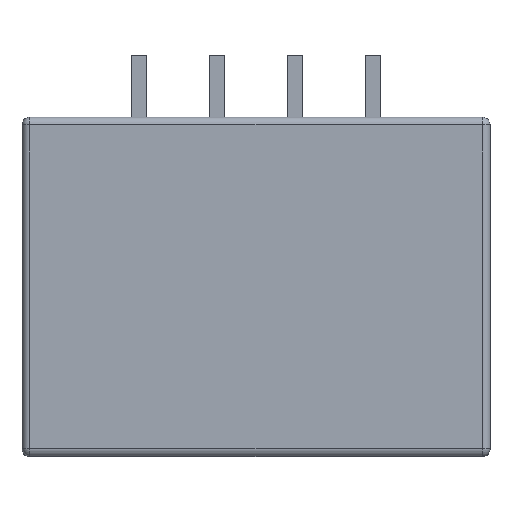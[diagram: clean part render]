
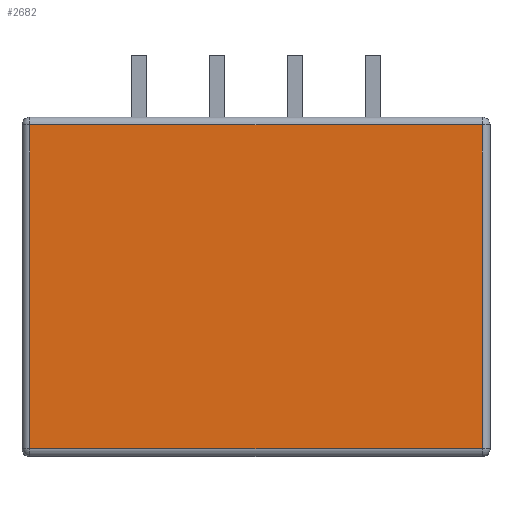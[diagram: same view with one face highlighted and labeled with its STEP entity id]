
A CAD part, top view. The second image highlights one B-rep face of the part: STEP entity #2682.
In plain terms, the highlighted planar face has unit normal (0, 0, 1).
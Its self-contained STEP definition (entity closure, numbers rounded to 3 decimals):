
#100 = CYLINDRICAL_SURFACE('',#101,0.1);
#101 = AXIS2_PLACEMENT_3D('',#102,#103,#104);
#102 = CARTESIAN_POINT('',(-3.,2.075,2.95));
#103 = DIRECTION('',(1.,0.,0.));
#104 = DIRECTION('',(0.,1.,0.));
#1172 = VERTEX_POINT('',#1173);
#1173 = CARTESIAN_POINT('',(-2.9,2.075,3.05));
#1193 = EDGE_CURVE('',#1172,#1194,#1196,.T.);
#1194 = VERTEX_POINT('',#1195);
#1195 = CARTESIAN_POINT('',(2.9,2.075,3.05));
#1196 = SURFACE_CURVE('',#1197,(#1201,#1208),.PCURVE_S1.);
#1197 = LINE('',#1198,#1199);
#1198 = CARTESIAN_POINT('',(-3.,2.075,3.05));
#1199 = VECTOR('',#1200,1.);
#1200 = DIRECTION('',(1.,0.,0.));
#1201 = PCURVE('',#100,#1202);
#1202 = DEFINITIONAL_REPRESENTATION('',(#1203),#1207);
#1203 = LINE('',#1204,#1205);
#1204 = CARTESIAN_POINT('',(1.571,0.));
#1205 = VECTOR('',#1206,1.);
#1206 = DIRECTION('',(0.,1.));
#1207 = ( GEOMETRIC_REPRESENTATION_CONTEXT(2) 
PARAMETRIC_REPRESENTATION_CONTEXT() REPRESENTATION_CONTEXT('2D SPACE',''
  ) );
#1208 = PCURVE('',#1209,#1214);
#1209 = PLANE('',#1210);
#1210 = AXIS2_PLACEMENT_3D('',#1211,#1212,#1213);
#1211 = CARTESIAN_POINT('',(0.,0.,3.05));
#1212 = DIRECTION('',(-0.,-0.,-1.));
#1213 = DIRECTION('',(-1.,0.,0.));
#1214 = DEFINITIONAL_REPRESENTATION('',(#1215),#1219);
#1215 = LINE('',#1216,#1217);
#1216 = CARTESIAN_POINT('',(3.,2.075));
#1217 = VECTOR('',#1218,1.);
#1218 = DIRECTION('',(-1.,0.));
#1219 = ( GEOMETRIC_REPRESENTATION_CONTEXT(2) 
PARAMETRIC_REPRESENTATION_CONTEXT() REPRESENTATION_CONTEXT('2D SPACE',''
  ) );
#1971 = CYLINDRICAL_SURFACE('',#1972,0.1);
#1972 = AXIS2_PLACEMENT_3D('',#1973,#1974,#1975);
#1973 = CARTESIAN_POINT('',(-2.9,-2.175,2.95));
#1974 = DIRECTION('',(0.,1.,0.));
#1975 = DIRECTION('',(0.,0.,1.));
#2078 = CYLINDRICAL_SURFACE('',#2079,0.1);
#2079 = AXIS2_PLACEMENT_3D('',#2080,#2081,#2082);
#2080 = CARTESIAN_POINT('',(3.,-2.075,2.95));
#2081 = DIRECTION('',(-1.,0.,0.));
#2082 = DIRECTION('',(0.,0.,1.));
#2528 = CYLINDRICAL_SURFACE('',#2529,0.1);
#2529 = AXIS2_PLACEMENT_3D('',#2530,#2531,#2532);
#2530 = CARTESIAN_POINT('',(2.9,2.175,2.95));
#2531 = DIRECTION('',(0.,-1.,0.));
#2532 = DIRECTION('',(1.,0.,0.));
#2682 = ADVANCED_FACE('',(#2683),#1209,.F.);
#2683 = FACE_BOUND('',#2684,.F.);
#2684 = EDGE_LOOP('',(#2685,#2708,#2709,#2732));
#2685 = ORIENTED_EDGE('',*,*,#2686,.T.);
#2686 = EDGE_CURVE('',#2687,#1172,#2689,.T.);
#2687 = VERTEX_POINT('',#2688);
#2688 = CARTESIAN_POINT('',(-2.9,-2.075,3.05));
#2689 = SURFACE_CURVE('',#2690,(#2694,#2701),.PCURVE_S1.);
#2690 = LINE('',#2691,#2692);
#2691 = CARTESIAN_POINT('',(-2.9,-2.175,3.05));
#2692 = VECTOR('',#2693,1.);
#2693 = DIRECTION('',(0.,1.,0.));
#2694 = PCURVE('',#1209,#2695);
#2695 = DEFINITIONAL_REPRESENTATION('',(#2696),#2700);
#2696 = LINE('',#2697,#2698);
#2697 = CARTESIAN_POINT('',(2.9,-2.175));
#2698 = VECTOR('',#2699,1.);
#2699 = DIRECTION('',(0.,1.));
#2700 = ( GEOMETRIC_REPRESENTATION_CONTEXT(2) 
PARAMETRIC_REPRESENTATION_CONTEXT() REPRESENTATION_CONTEXT('2D SPACE',''
  ) );
#2701 = PCURVE('',#1971,#2702);
#2702 = DEFINITIONAL_REPRESENTATION('',(#2703),#2707);
#2703 = LINE('',#2704,#2705);
#2704 = CARTESIAN_POINT('',(-0.,0.));
#2705 = VECTOR('',#2706,1.);
#2706 = DIRECTION('',(-0.,1.));
#2707 = ( GEOMETRIC_REPRESENTATION_CONTEXT(2) 
PARAMETRIC_REPRESENTATION_CONTEXT() REPRESENTATION_CONTEXT('2D SPACE',''
  ) );
#2708 = ORIENTED_EDGE('',*,*,#1193,.T.);
#2709 = ORIENTED_EDGE('',*,*,#2710,.T.);
#2710 = EDGE_CURVE('',#1194,#2711,#2713,.T.);
#2711 = VERTEX_POINT('',#2712);
#2712 = CARTESIAN_POINT('',(2.9,-2.075,3.05));
#2713 = SURFACE_CURVE('',#2714,(#2718,#2725),.PCURVE_S1.);
#2714 = LINE('',#2715,#2716);
#2715 = CARTESIAN_POINT('',(2.9,2.175,3.05));
#2716 = VECTOR('',#2717,1.);
#2717 = DIRECTION('',(0.,-1.,0.));
#2718 = PCURVE('',#1209,#2719);
#2719 = DEFINITIONAL_REPRESENTATION('',(#2720),#2724);
#2720 = LINE('',#2721,#2722);
#2721 = CARTESIAN_POINT('',(-2.9,2.175));
#2722 = VECTOR('',#2723,1.);
#2723 = DIRECTION('',(0.,-1.));
#2724 = ( GEOMETRIC_REPRESENTATION_CONTEXT(2) 
PARAMETRIC_REPRESENTATION_CONTEXT() REPRESENTATION_CONTEXT('2D SPACE',''
  ) );
#2725 = PCURVE('',#2528,#2726);
#2726 = DEFINITIONAL_REPRESENTATION('',(#2727),#2731);
#2727 = LINE('',#2728,#2729);
#2728 = CARTESIAN_POINT('',(1.571,0.));
#2729 = VECTOR('',#2730,1.);
#2730 = DIRECTION('',(0.,1.));
#2731 = ( GEOMETRIC_REPRESENTATION_CONTEXT(2) 
PARAMETRIC_REPRESENTATION_CONTEXT() REPRESENTATION_CONTEXT('2D SPACE',''
  ) );
#2732 = ORIENTED_EDGE('',*,*,#2733,.T.);
#2733 = EDGE_CURVE('',#2711,#2687,#2734,.T.);
#2734 = SURFACE_CURVE('',#2735,(#2739,#2746),.PCURVE_S1.);
#2735 = LINE('',#2736,#2737);
#2736 = CARTESIAN_POINT('',(3.,-2.075,3.05));
#2737 = VECTOR('',#2738,1.);
#2738 = DIRECTION('',(-1.,0.,0.));
#2739 = PCURVE('',#1209,#2740);
#2740 = DEFINITIONAL_REPRESENTATION('',(#2741),#2745);
#2741 = LINE('',#2742,#2743);
#2742 = CARTESIAN_POINT('',(-3.,-2.075));
#2743 = VECTOR('',#2744,1.);
#2744 = DIRECTION('',(1.,0.));
#2745 = ( GEOMETRIC_REPRESENTATION_CONTEXT(2) 
PARAMETRIC_REPRESENTATION_CONTEXT() REPRESENTATION_CONTEXT('2D SPACE',''
  ) );
#2746 = PCURVE('',#2078,#2747);
#2747 = DEFINITIONAL_REPRESENTATION('',(#2748),#2752);
#2748 = LINE('',#2749,#2750);
#2749 = CARTESIAN_POINT('',(-0.,0.));
#2750 = VECTOR('',#2751,1.);
#2751 = DIRECTION('',(-0.,1.));
#2752 = ( GEOMETRIC_REPRESENTATION_CONTEXT(2) 
PARAMETRIC_REPRESENTATION_CONTEXT() REPRESENTATION_CONTEXT('2D SPACE',''
  ) );
